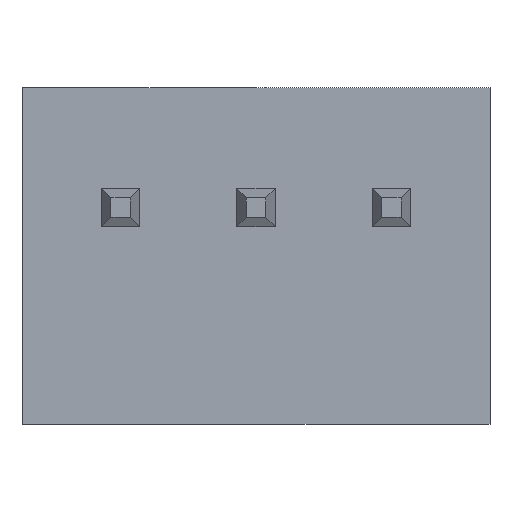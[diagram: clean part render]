
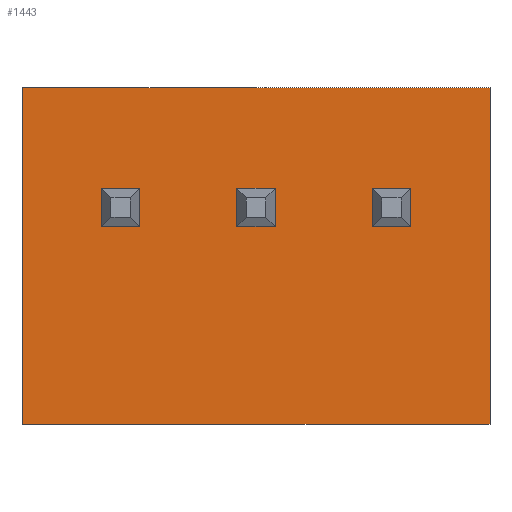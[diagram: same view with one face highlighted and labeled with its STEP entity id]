
A CAD part, front view. The second image highlights one B-rep face of the part: STEP entity #1443.
In plain terms, the highlighted planar face has unit normal (0, -1, 0).
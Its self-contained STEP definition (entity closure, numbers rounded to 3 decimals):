
#6=DIRECTION('',(-1.,0.,0.));
#7=VECTOR('',#6,1.);
#8=CARTESIAN_POINT('',(9.25,-3.9,0.5));
#9=LINE('',#8,#7);
#18=DIRECTION('',(-1.,0.,0.));
#19=VECTOR('',#18,12.1);
#20=CARTESIAN_POINT('',(11.3,-3.9,-5.6));
#21=LINE('',#20,#19);
#22=DIRECTION('',(1.,0.,0.));
#23=VECTOR('',#22,1.);
#24=CARTESIAN_POINT('',(8.25,-3.9,-0.5));
#25=LINE('',#24,#23);
#34=DIRECTION('',(0.,0.,1.));
#35=VECTOR('',#34,1.);
#36=CARTESIAN_POINT('',(8.25,-3.9,-0.5));
#37=LINE('',#36,#35);
#70=DIRECTION('',(0.,0.,1.));
#71=VECTOR('',#70,1.);
#72=CARTESIAN_POINT('',(9.25,-3.9,-0.5));
#73=LINE('',#72,#71);
#86=DIRECTION('',(0.,0.,1.));
#87=VECTOR('',#86,1.);
#88=CARTESIAN_POINT('',(5.75,-3.9,-0.5));
#89=LINE('',#88,#87);
#98=DIRECTION('',(1.,0.,0.));
#99=VECTOR('',#98,1.);
#100=CARTESIAN_POINT('',(4.75,-3.9,-0.5));
#101=LINE('',#100,#99);
#110=DIRECTION('',(0.,0.,-1.));
#111=VECTOR('',#110,1.);
#112=CARTESIAN_POINT('',(4.75,-3.9,0.5));
#113=LINE('',#112,#111);
#122=DIRECTION('',(-1.,0.,0.));
#123=VECTOR('',#122,1.);
#124=CARTESIAN_POINT('',(5.75,-3.9,0.5));
#125=LINE('',#124,#123);
#166=DIRECTION('',(0.,0.,1.));
#167=VECTOR('',#166,1.);
#168=CARTESIAN_POINT('',(2.25,-3.9,-0.5));
#169=LINE('',#168,#167);
#178=DIRECTION('',(1.,0.,0.));
#179=VECTOR('',#178,1.);
#180=CARTESIAN_POINT('',(1.25,-3.9,-0.5));
#181=LINE('',#180,#179);
#190=DIRECTION('',(0.,0.,-1.));
#191=VECTOR('',#190,1.);
#192=CARTESIAN_POINT('',(1.25,-3.9,0.5));
#193=LINE('',#192,#191);
#202=DIRECTION('',(-1.,0.,0.));
#203=VECTOR('',#202,1.);
#204=CARTESIAN_POINT('',(2.25,-3.9,0.5));
#205=LINE('',#204,#203);
#250=DIRECTION('',(-1.,0.,0.));
#251=VECTOR('',#250,12.1);
#252=CARTESIAN_POINT('',(11.3,-3.9,3.1));
#253=LINE('',#252,#251);
#282=DIRECTION('',(0.,0.,1.));
#283=VECTOR('',#282,8.7);
#284=CARTESIAN_POINT('',(-0.8,-3.9,-5.6));
#285=LINE('',#284,#283);
#446=DIRECTION('',(0.,0.,1.));
#447=VECTOR('',#446,8.7);
#448=CARTESIAN_POINT('',(11.3,-3.9,-5.6));
#449=LINE('',#448,#447);
#1193=CARTESIAN_POINT('',(-0.8,-3.9,-5.6));
#1195=VERTEX_POINT('',#1193);
#1196=CARTESIAN_POINT('',(-0.8,-3.9,3.1));
#1197=VERTEX_POINT('',#1196);
#1199=CARTESIAN_POINT('',(11.3,-3.9,-5.6));
#1201=VERTEX_POINT('',#1199);
#1202=CARTESIAN_POINT('',(11.3,-3.9,3.1));
#1203=VERTEX_POINT('',#1202);
#1344=CARTESIAN_POINT('',(2.25,-3.9,-0.5));
#1345=CARTESIAN_POINT('',(2.25,-3.9,0.5));
#1346=VERTEX_POINT('',#1344);
#1347=VERTEX_POINT('',#1345);
#1348=CARTESIAN_POINT('',(1.25,-3.9,0.5));
#1349=CARTESIAN_POINT('',(1.25,-3.9,-0.5));
#1350=VERTEX_POINT('',#1348);
#1351=VERTEX_POINT('',#1349);
#1352=CARTESIAN_POINT('',(5.75,-3.9,-0.5));
#1353=CARTESIAN_POINT('',(5.75,-3.9,0.5));
#1354=VERTEX_POINT('',#1352);
#1355=VERTEX_POINT('',#1353);
#1356=CARTESIAN_POINT('',(4.75,-3.9,0.5));
#1357=CARTESIAN_POINT('',(4.75,-3.9,-0.5));
#1358=VERTEX_POINT('',#1356);
#1359=VERTEX_POINT('',#1357);
#1360=CARTESIAN_POINT('',(8.25,-3.9,-0.5));
#1361=CARTESIAN_POINT('',(9.25,-3.9,-0.5));
#1362=VERTEX_POINT('',#1360);
#1363=VERTEX_POINT('',#1361);
#1364=CARTESIAN_POINT('',(9.25,-3.9,0.5));
#1365=VERTEX_POINT('',#1364);
#1366=CARTESIAN_POINT('',(8.25,-3.9,0.5));
#1367=VERTEX_POINT('',#1366);
#1399=CARTESIAN_POINT('',(0.,-3.9,0.));
#1400=DIRECTION('',(0.,-1.,0.));
#1401=DIRECTION('',(0.,0.,1.));
#1402=AXIS2_PLACEMENT_3D('',#1399,#1400,#1401);
#1403=PLANE('',#1402);
#1405=ORIENTED_EDGE('',*,*,#1404,.F.);
#1407=ORIENTED_EDGE('',*,*,#1406,.F.);
#1409=ORIENTED_EDGE('',*,*,#1408,.T.);
#1411=ORIENTED_EDGE('',*,*,#1410,.T.);
#1412=EDGE_LOOP('',(#1405,#1407,#1409,#1411));
#1413=FACE_OUTER_BOUND('',#1412,.F.);
#1415=ORIENTED_EDGE('',*,*,#1414,.T.);
#1417=ORIENTED_EDGE('',*,*,#1416,.T.);
#1419=ORIENTED_EDGE('',*,*,#1418,.T.);
#1421=ORIENTED_EDGE('',*,*,#1420,.T.);
#1422=EDGE_LOOP('',(#1415,#1417,#1419,#1421));
#1423=FACE_BOUND('',#1422,.F.);
#1425=ORIENTED_EDGE('',*,*,#1424,.T.);
#1427=ORIENTED_EDGE('',*,*,#1426,.T.);
#1429=ORIENTED_EDGE('',*,*,#1428,.T.);
#1431=ORIENTED_EDGE('',*,*,#1430,.T.);
#1432=EDGE_LOOP('',(#1425,#1427,#1429,#1431));
#1433=FACE_BOUND('',#1432,.F.);
#1435=ORIENTED_EDGE('',*,*,#1434,.T.);
#1437=ORIENTED_EDGE('',*,*,#1436,.T.);
#1438=ORIENTED_EDGE('',*,*,#1389,.T.);
#1440=ORIENTED_EDGE('',*,*,#1439,.F.);
#1441=EDGE_LOOP('',(#1435,#1437,#1438,#1440));
#1442=FACE_BOUND('',#1441,.F.);
#1389=EDGE_CURVE('',#1365,#1367,#9,.T.);
#1404=EDGE_CURVE('',#1203,#1197,#253,.T.);
#1406=EDGE_CURVE('',#1201,#1203,#449,.T.);
#1408=EDGE_CURVE('',#1201,#1195,#21,.T.);
#1410=EDGE_CURVE('',#1195,#1197,#285,.T.);
#1414=EDGE_CURVE('',#1354,#1355,#89,.T.);
#1416=EDGE_CURVE('',#1355,#1358,#125,.T.);
#1418=EDGE_CURVE('',#1358,#1359,#113,.T.);
#1420=EDGE_CURVE('',#1359,#1354,#101,.T.);
#1424=EDGE_CURVE('',#1346,#1347,#169,.T.);
#1426=EDGE_CURVE('',#1347,#1350,#205,.T.);
#1428=EDGE_CURVE('',#1350,#1351,#193,.T.);
#1430=EDGE_CURVE('',#1351,#1346,#181,.T.);
#1434=EDGE_CURVE('',#1362,#1363,#25,.T.);
#1436=EDGE_CURVE('',#1363,#1365,#73,.T.);
#1439=EDGE_CURVE('',#1362,#1367,#37,.T.);
#1443=ADVANCED_FACE('',(#1413,#1423,#1433,#1442),#1403,.T.);
